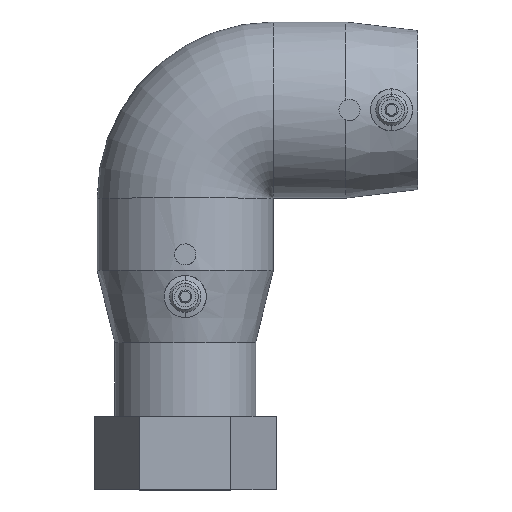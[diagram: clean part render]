
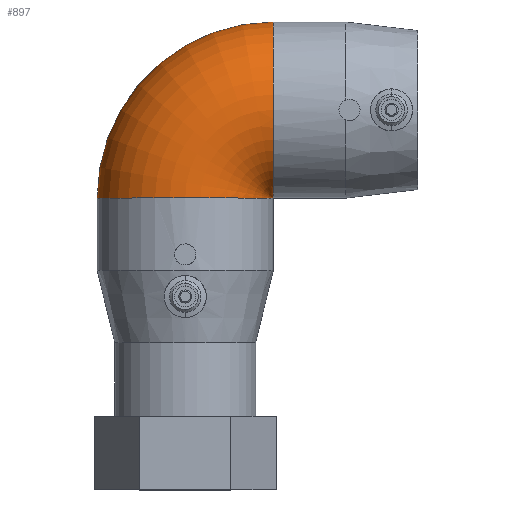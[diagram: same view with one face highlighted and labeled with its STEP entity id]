
A CAD part, top view. The second image highlights one B-rep face of the part: STEP entity #897.
In plain terms, the highlighted toroidal (fillet/blend) face has major radius 33.51 mm and minor radius 33.5 mm.
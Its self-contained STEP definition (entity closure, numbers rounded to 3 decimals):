
#481 = EDGE_CURVE( '', #649, #831, #1235, .T. );
#485 = EDGE_CURVE( '', #791, #831, #1239, .T. );
#495 = EDGE_CURVE( '', #791, #1099, #1249, .T. );
#649 = VERTEX_POINT( '', #1433 );
#733 = EDGE_CURVE( '', #649, #923, #1529, .T. );
#791 = VERTEX_POINT( '', #1600 );
#831 = VERTEX_POINT( '', #1643 );
#897 = ADVANCED_FACE( '', ( #1712 ), #1713, .T. );
#923 = VERTEX_POINT( '', #1740 );
#979 = EDGE_CURVE( '', #923, #1099, #1801, .T. );
#1099 = VERTEX_POINT( '', #1933 );
#1235 = CIRCLE( '', #2152, 33.5 );
#1239 = CIRCLE( '', #2191, 67.01 );
#1249 = CIRCLE( '', #2204, 33.5 );
#1433 = CARTESIAN_POINT( '', ( 0., -33.5, 0. ) );
#1529 = B_SPLINE_CURVE_WITH_KNOTS( '', 3, ( #2623, #2624, #2625, #2626, #2627, #2628, #2629, #2630, #2631, #2632, #2633, #2634, #2635, #2636, #2637, #2638, #2639, #2640, #2641, #2642, #2643, #2644, #2645, #2646, #2647, #2648, #2649, #2650, #2651, #2652, #2653, #2654, #2655, #2656, #2657, #2658, #2659, #2660 ), .UNSPECIFIED., .F., .F., ( 4, 2, 2, 2, 2, 2, 2, 2, 2, 2, 2, 2, 2, 2, 2, 2, 2, 2, 4 ), ( 0., 0.415, 1.935, 3.455, 6.495, 9.534, 12.574, 15.656, 18.739, 21.821, 24.903, 27.99, 31.077, 34.165, 37.252, 40.339, 43.426, 46.514, 49.596 ), .UNSPECIFIED. );
#1600 = CARTESIAN_POINT( '', ( 0.01, 33.51, 0. ) );
#1643 = CARTESIAN_POINT( '', ( -67., -33.5, 0. ) );
#1712 = FACE_OUTER_BOUND( '', #2968, .T. );
#1713 = TOROIDAL_SURFACE( '', #2969, 33.51, 33.5 );
#1740 = CARTESIAN_POINT( '', ( 0., 0.005, 33.5 ) );
#1801 = B_SPLINE_CURVE_WITH_KNOTS( '', 3, ( #3168, #3169, #3170, #3171 ), .UNSPECIFIED., .F., .F., ( 4, 4 ), ( -0.01, 0. ), .UNSPECIFIED. );
#1933 = CARTESIAN_POINT( '', ( 0.01, 0.005, 33.5 ) );
#2152 = AXIS2_PLACEMENT_3D( '', #3717, #3718, #3719 );
#2191 = AXIS2_PLACEMENT_3D( '', #3720, #3721, #3722 );
#2204 = AXIS2_PLACEMENT_3D( '', #3724, #3725, #3726 );
#2623 = CARTESIAN_POINT( '', ( 0., -33.5, 0. ) );
#2624 = CARTESIAN_POINT( '', ( 0., -33.498, 0.138 ) );
#2625 = CARTESIAN_POINT( '', ( 0., -33.495, 0.304 ) );
#2626 = CARTESIAN_POINT( '', ( 0., -33.481, 0.949 ) );
#2627 = CARTESIAN_POINT( '', ( 0., -33.463, 1.468 ) );
#2628 = CARTESIAN_POINT( '', ( 0., -33.4, 2.521 ) );
#2629 = CARTESIAN_POINT( '', ( 0., -33.355, 3.055 ) );
#2630 = CARTESIAN_POINT( '', ( 0., -33.181, 4.671 ) );
#2631 = CARTESIAN_POINT( '', ( 0., -33.009, 5.766 ) );
#2632 = CARTESIAN_POINT( '', ( 0., -32.557, 7.93 ) );
#2633 = CARTESIAN_POINT( '', ( 0., -32.276, 9.001 ) );
#2634 = CARTESIAN_POINT( '', ( 0., -31.628, 11.067 ) );
#2635 = CARTESIAN_POINT( '', ( 0., -31.259, 12.063 ) );
#2636 = CARTESIAN_POINT( '', ( 0., -30.468, 13.944 ) );
#2637 = CARTESIAN_POINT( '', ( 0., -30.006, 14.916 ) );
#2638 = CARTESIAN_POINT( '', ( 0., -28.965, 16.849 ) );
#2639 = CARTESIAN_POINT( '', ( 0., -28.386, 17.81 ) );
#2640 = CARTESIAN_POINT( '', ( 0., -27.133, 19.667 ) );
#2641 = CARTESIAN_POINT( '', ( 0., -26.458, 20.564 ) );
#2642 = CARTESIAN_POINT( '', ( 0., -25.055, 22.253 ) );
#2643 = CARTESIAN_POINT( '', ( 0., -24.327, 23.044 ) );
#2644 = CARTESIAN_POINT( '', ( 0., -22.867, 24.493 ) );
#2645 = CARTESIAN_POINT( '', ( 0., -22.07, 25.218 ) );
#2646 = CARTESIAN_POINT( '', ( 0., -20.369, 26.612 ) );
#2647 = CARTESIAN_POINT( '', ( 0., -19.465, 27.28 ) );
#2648 = CARTESIAN_POINT( '', ( 0., -17.596, 28.523 ) );
#2649 = CARTESIAN_POINT( '', ( 0., -16.63, 29.096 ) );
#2650 = CARTESIAN_POINT( '', ( 0., -14.686, 30.125 ) );
#2651 = CARTESIAN_POINT( '', ( 0., -13.709, 30.579 ) );
#2652 = CARTESIAN_POINT( '', ( 0., -11.806, 31.364 ) );
#2653 = CARTESIAN_POINT( '', ( 0., -10.792, 31.73 ) );
#2654 = CARTESIAN_POINT( '', ( 0., -8.688, 32.37 ) );
#2655 = CARTESIAN_POINT( '', ( 0., -7.598, 32.644 ) );
#2656 = CARTESIAN_POINT( '', ( 0., -5.397, 33.08 ) );
#2657 = CARTESIAN_POINT( '', ( 0., -4.285, 33.242 ) );
#2658 = CARTESIAN_POINT( '', ( 0., -2.098, 33.452 ) );
#2659 = CARTESIAN_POINT( '', ( 0., -1.023, 33.5 ) );
#2660 = CARTESIAN_POINT( '', ( 0., 0.005, 33.5 ) );
#2968 = EDGE_LOOP( '', ( #4327, #4328, #4329, #4330, #4331 ) );
#2969 = AXIS2_PLACEMENT_3D( '', #4332, #4333, #4334 );
#3168 = CARTESIAN_POINT( '', ( 0., 0.005, 33.5 ) );
#3169 = CARTESIAN_POINT( '', ( 0.003, 0.005, 33.5 ) );
#3170 = CARTESIAN_POINT( '', ( 0.007, 0.005, 33.5 ) );
#3171 = CARTESIAN_POINT( '', ( 0.01, 0.005, 33.5 ) );
#3717 = CARTESIAN_POINT( '', ( -33.5, -33.5, 0. ) );
#3718 = DIRECTION( '', ( 0., -1., 0. ) );
#3719 = DIRECTION( '', ( -1., 0., 0. ) );
#3720 = CARTESIAN_POINT( '', ( 0.01, -33.5, 0. ) );
#3721 = DIRECTION( '', ( 0., 0., 1. ) );
#3722 = DIRECTION( '', ( 1., 0., 0. ) );
#3724 = CARTESIAN_POINT( '', ( 0.01, 0.01, 0. ) );
#3725 = DIRECTION( '', ( 1., 0., 0. ) );
#3726 = DIRECTION( '', ( 0., -1., 0. ) );
#4327 = ORIENTED_EDGE( '', *, *, #485, .T. );
#4328 = ORIENTED_EDGE( '', *, *, #481, .F. );
#4329 = ORIENTED_EDGE( '', *, *, #733, .T. );
#4330 = ORIENTED_EDGE( '', *, *, #979, .T. );
#4331 = ORIENTED_EDGE( '', *, *, #495, .F. );
#4332 = CARTESIAN_POINT( '', ( 0.01, -33.5, 0. ) );
#4333 = DIRECTION( '', ( 0., 0., 1. ) );
#4334 = DIRECTION( '', ( 1., 0., 0. ) );
